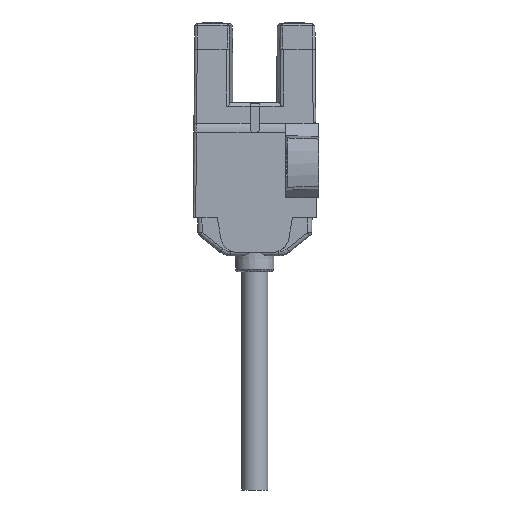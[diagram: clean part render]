
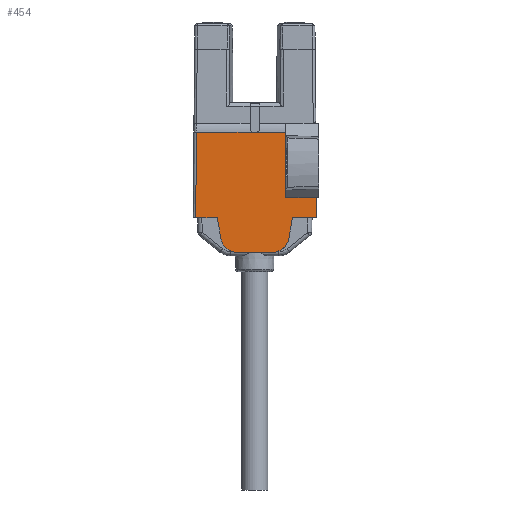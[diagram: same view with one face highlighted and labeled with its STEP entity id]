
A CAD part, left-side view. The second image highlights one B-rep face of the part: STEP entity #454.
In plain terms, the highlighted planar face has unit normal (-1, 0, 0).
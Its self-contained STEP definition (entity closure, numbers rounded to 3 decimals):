
#165=CIRCLE('',#3682,2.);
#166=CIRCLE('',#3685,2.);
#168=CIRCLE('',#3706,0.55);
#272=PLANE('',#3709);
#454=ADVANCED_FACE('',(#674),#272,.T.);
#674=FACE_OUTER_BOUND('',#872,.T.);
#872=EDGE_LOOP('',(#2456,#2457,#2458,#2459,#2460,#2461,#2462,#2463,#2464,
#2465,#2466,#2467,#2468,#2469));
#961=LINE('',#4624,#1233);
#1009=LINE('',#4781,#1281);
#1198=LINE('',#6349,#1470);
#1201=LINE('',#6357,#1473);
#1204=LINE('',#6365,#1476);
#1206=LINE('',#6369,#1478);
#1221=LINE('',#6397,#1493);
#1223=LINE('',#6403,#1495);
#1229=LINE('',#6446,#1501);
#1230=LINE('',#6448,#1502);
#1231=LINE('',#6450,#1503);
#1233=VECTOR('',#3722,1.);
#1281=VECTOR('',#3844,1.);
#1470=VECTOR('',#4495,1.);
#1473=VECTOR('',#4504,1.);
#1476=VECTOR('',#4513,1.);
#1478=VECTOR('',#4517,1.);
#1493=VECTOR('',#4546,1.);
#1495=VECTOR('',#4552,1.);
#1501=VECTOR('',#4580,1.);
#1502=VECTOR('',#4583,1.);
#1503=VECTOR('',#4584,1.);
#2456=ORIENTED_EDGE('',*,*,#2899,.T.);
#2457=ORIENTED_EDGE('',*,*,#3289,.T.);
#2458=ORIENTED_EDGE('',*,*,#3319,.T.);
#2459=ORIENTED_EDGE('',*,*,#2828,.T.);
#2460=ORIENTED_EDGE('',*,*,#3318,.F.);
#2461=ORIENTED_EDGE('',*,*,#3320,.T.);
#2462=ORIENTED_EDGE('',*,*,#3321,.T.);
#2463=ORIENTED_EDGE('',*,*,#3304,.T.);
#2464=ORIENTED_EDGE('',*,*,#3287,.T.);
#2465=ORIENTED_EDGE('',*,*,#3285,.T.);
#2466=ORIENTED_EDGE('',*,*,#3283,.T.);
#2467=ORIENTED_EDGE('',*,*,#3281,.T.);
#2468=ORIENTED_EDGE('',*,*,#3279,.T.);
#2469=ORIENTED_EDGE('',*,*,#3308,.T.);
#2505=VERTEX_POINT('',#4622);
#2507=VERTEX_POINT('',#4625);
#2568=VERTEX_POINT('',#4780);
#2569=VERTEX_POINT('',#4782);
#2808=VERTEX_POINT('',#6348);
#2809=VERTEX_POINT('',#6350);
#2810=VERTEX_POINT('',#6354);
#2811=VERTEX_POINT('',#6358);
#2812=VERTEX_POINT('',#6362);
#2813=VERTEX_POINT('',#6366);
#2814=VERTEX_POINT('',#6370);
#2820=VERTEX_POINT('',#6398);
#2824=VERTEX_POINT('',#6443);
#2825=VERTEX_POINT('',#6449);
#2828=EDGE_CURVE('',#2507,#2505,#961,.T.);
#2899=EDGE_CURVE('',#2569,#2568,#1009,.T.);
#3279=EDGE_CURVE('',#2809,#2808,#1198,.T.);
#3281=EDGE_CURVE('',#2810,#2809,#165,.T.);
#3283=EDGE_CURVE('',#2811,#2810,#1201,.T.);
#3285=EDGE_CURVE('',#2812,#2811,#166,.T.);
#3287=EDGE_CURVE('',#2813,#2812,#1204,.T.);
#3289=EDGE_CURVE('',#2568,#2814,#1206,.T.);
#3304=EDGE_CURVE('',#2820,#2813,#1221,.T.);
#3308=EDGE_CURVE('',#2808,#2569,#1223,.T.);
#3318=EDGE_CURVE('',#2824,#2505,#168,.T.);
#3319=EDGE_CURVE('',#2814,#2507,#1229,.T.);
#3320=EDGE_CURVE('',#2824,#2825,#1230,.T.);
#3321=EDGE_CURVE('',#2825,#2820,#1231,.T.);
#3682=AXIS2_PLACEMENT_3D('',#6353,#4499,#4500);
#3685=AXIS2_PLACEMENT_3D('',#6361,#4508,#4509);
#3706=AXIS2_PLACEMENT_3D('',#6444,#4576,#4577);
#3709=AXIS2_PLACEMENT_3D('',#6451,#4585,#4586);
#3722=DIRECTION('',(0.,1.,0.));
#3844=DIRECTION('',(0.,0.009,1.));
#4495=DIRECTION('',(0.,-0.174,0.985));
#4499=DIRECTION('',(-1.,0.,0.));
#4500=DIRECTION('',(0.,0.,1.));
#4504=DIRECTION('',(0.,-1.,0.));
#4508=DIRECTION('',(-1.,0.,0.));
#4509=DIRECTION('',(0.,0.,1.));
#4513=DIRECTION('',(0.,-0.174,-0.985));
#4517=DIRECTION('',(0.,1.,0.));
#4546=DIRECTION('',(0.,-1.,0.));
#4552=DIRECTION('',(0.,-1.,0.));
#4576=DIRECTION('',(-1.,0.,0.));
#4577=DIRECTION('',(0.,0.,1.));
#4580=DIRECTION('',(0.,0.,1.));
#4583=DIRECTION('',(0.,1.,0.));
#4584=DIRECTION('',(0.,0.009,-1.));
#4585=DIRECTION('',(-1.,0.,0.));
#4586=DIRECTION('',(0.,0.,1.));
#4622=CARTESIAN_POINT('',(0.38,57.903,4.793));
#4624=CARTESIAN_POINT('',(0.38,57.661,4.793));
#4625=CARTESIAN_POINT('',(0.38,54.68,4.793));
#4780=CARTESIAN_POINT('',(0.38,51.16,-2.7));
#4781=CARTESIAN_POINT('',(0.38,51.141,-4.829));
#4782=CARTESIAN_POINT('',(0.38,51.14,-5.));
#6348=CARTESIAN_POINT('',(0.38,53.906,-5.));
#6349=CARTESIAN_POINT('',(0.38,54.412,-7.874));
#6350=CARTESIAN_POINT('',(0.38,54.319,-7.347));
#6353=CARTESIAN_POINT('',(0.38,56.289,-7.));
#6354=CARTESIAN_POINT('',(0.38,56.289,-9.));
#6357=CARTESIAN_POINT('',(0.38,70.709,-9.));
#6358=CARTESIAN_POINT('',(0.38,60.129,-9.));
#6361=CARTESIAN_POINT('',(0.38,60.129,-7.));
#6362=CARTESIAN_POINT('',(0.38,62.099,-7.347));
#6365=CARTESIAN_POINT('',(0.38,62.76,-3.598));
#6366=CARTESIAN_POINT('',(0.38,62.513,-5.));
#6369=CARTESIAN_POINT('',(0.38,70.709,-2.7));
#6370=CARTESIAN_POINT('',(0.38,54.68,-2.7));
#6397=CARTESIAN_POINT('',(0.38,70.709,-5.));
#6398=CARTESIAN_POINT('',(0.38,64.98,-5.));
#6403=CARTESIAN_POINT('',(0.38,70.709,-5.));
#6443=CARTESIAN_POINT('',(0.38,58.515,4.793));
#6444=CARTESIAN_POINT('',(0.38,58.209,5.25));
#6446=CARTESIAN_POINT('',(0.38,54.68,-5.));
#6448=CARTESIAN_POINT('',(0.38,65.186,4.793));
#6449=CARTESIAN_POINT('',(0.38,64.894,4.793));
#6450=CARTESIAN_POINT('',(0.38,64.894,4.79));
#6451=CARTESIAN_POINT('',(0.38,70.709,-5.));
